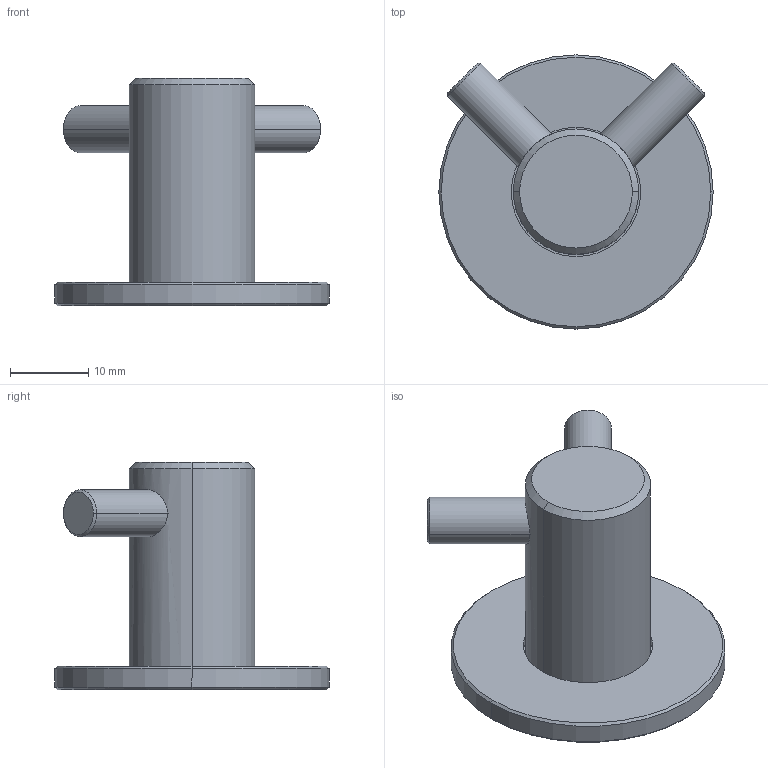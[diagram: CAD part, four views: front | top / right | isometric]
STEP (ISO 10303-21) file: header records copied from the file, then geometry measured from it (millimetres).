
FILE_DESCRIPTION(('Creo Elements/Direct Modeling STEP Export'),'2;1');
FILE_NAME('2283-29.stp','2022-05-04T10:32:25',(''),(''),'Creo Elements/Direct Modeling STEP processor for AP214 (Solid Model)','Creo Elements/Direct Modeling 20.0 12-Nov-2016 (C) Parametric Technology GmbH','');
FILE_SCHEMA(('AUTOMOTIVE_DESIGN { 1 0 10303 214 1 1 1 1 }'));
Length unit declared in the file: millimetre
Products named in the file (5): Hakenstift; Haken; Haken_komp; Platte; NI-10626
Assembly tree (5 placements, depth 3):
  NI-10626
    Platte
    Haken_komp
      Hakenstift  x2
      Haken
Bounding box: 35 x 35 x 29 mm (x, y, z)
Volume: 8629.7 mm3; surface area: 5042.1 mm2
Topology: 4 solids, 4 shells, 52 faces, 100 edges, 58 vertices
Faces by surface type: cylinder 20, cone 20, plane 12
Entity records: 1926 total; most frequent: CARTESIAN_POINT 926, DIRECTION 186, ORIENTED_EDGE 168, EDGE_CURVE 84, AXIS2_PLACEMENT_3D 76, EDGE_LOOP 51, VERTEX_POINT 50, FACE_OUTER_BOUND 44
